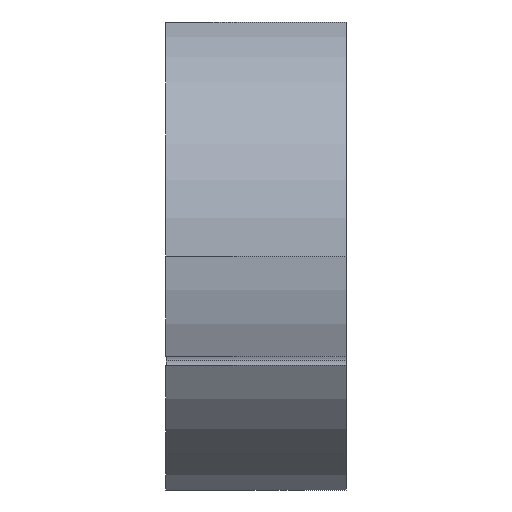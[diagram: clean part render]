
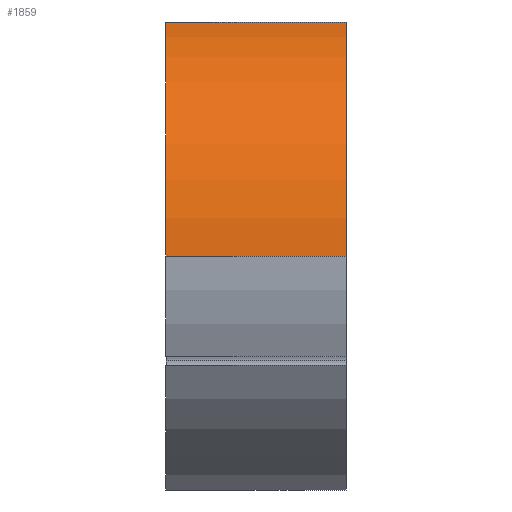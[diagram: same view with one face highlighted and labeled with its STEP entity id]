
A CAD part, left-side view. The second image highlights one B-rep face of the part: STEP entity #1859.
In plain terms, the highlighted cylindrical face has radius 41 mm (diameter 82 mm), a partial arc.
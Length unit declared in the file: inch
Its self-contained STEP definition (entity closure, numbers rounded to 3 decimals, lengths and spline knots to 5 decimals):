
#47 = VECTOR ( 'NONE', #155, 39.37008 ) ;
#155 = DIRECTION ( 'NONE',  ( 0., 1., 0. ) ) ;
#170 = CARTESIAN_POINT ( 'NONE',  ( -1.61417, -0.59055, 1.53543 ) ) ;
#242 = VERTEX_POINT ( 'NONE', #3548 ) ;
#285 = VERTEX_POINT ( 'NONE', #2975 ) ;
#323 = AXIS2_PLACEMENT_3D ( 'NONE', #406, #3307, #2918 ) ;
#341 = CARTESIAN_POINT ( 'NONE',  ( -1.61417, 0.59055, 1.53543 ) ) ;
#345 = EDGE_CURVE ( 'NONE', #242, #3454, #2994, .T. ) ;
#379 = ORIENTED_EDGE ( 'NONE', *, *, #829, .T. ) ;
#385 = AXIS2_PLACEMENT_3D ( 'NONE', #2072, #2468, #2157 ) ;
#406 = CARTESIAN_POINT ( 'NONE',  ( 0., -0.59055, 1.53543 ) ) ;
#532 = ORIENTED_EDGE ( 'NONE', *, *, #1718, .T. ) ;
#829 = EDGE_CURVE ( 'NONE', #285, #3320, #2980, .T. ) ;
#1058 = ORIENTED_EDGE ( 'NONE', *, *, #2123, .T. ) ;
#1231 = VECTOR ( 'NONE', #3339, 39.37008 ) ;
#1287 = ORIENTED_EDGE ( 'NONE', *, *, #345, .F. ) ;
#1424 = CARTESIAN_POINT ( 'NONE',  ( -0.498, -0.59055, 3.07087 ) ) ;
#1512 = CARTESIAN_POINT ( 'NONE',  ( -0.498, 0.59055, 3.07087 ) ) ;
#1520 = CYLINDRICAL_SURFACE ( 'NONE', #385, 1.61417 ) ;
#1718 = EDGE_CURVE ( 'NONE', #3320, #3454, #3938, .T. ) ;
#1859 = ADVANCED_FACE ( 'NONE', ( #4019 ), #1520, .T. ) ;
#2072 = CARTESIAN_POINT ( 'NONE',  ( 0., -0.59055, 1.53543 ) ) ;
#2123 = EDGE_CURVE ( 'NONE', #242, #285, #3215, .T. ) ;
#2136 = EDGE_LOOP ( 'NONE', ( #1287, #1058, #379, #532 ) ) ;
#2157 = DIRECTION ( 'NONE',  ( -1., 0., 0. ) ) ;
#2354 = AXIS2_PLACEMENT_3D ( 'NONE', #2671, #3933, #3625 ) ;
#2468 = DIRECTION ( 'NONE',  ( 0., 1., 0. ) ) ;
#2671 = CARTESIAN_POINT ( 'NONE',  ( 0., 0.59055, 1.53543 ) ) ;
#2918 = DIRECTION ( 'NONE',  ( -1., 0., 0. ) ) ;
#2975 = CARTESIAN_POINT ( 'NONE',  ( -0.498, -0.59055, 3.07087 ) ) ;
#2980 = LINE ( 'NONE', #1424, #47 ) ;
#2994 = LINE ( 'NONE', #170, #1231 ) ;
#3215 = CIRCLE ( 'NONE', #323, 1.61417 ) ;
#3307 = DIRECTION ( 'NONE',  ( 0., 1., 0. ) ) ;
#3320 = VERTEX_POINT ( 'NONE', #1512 ) ;
#3339 = DIRECTION ( 'NONE',  ( 0., 1., 0. ) ) ;
#3454 = VERTEX_POINT ( 'NONE', #341 ) ;
#3548 = CARTESIAN_POINT ( 'NONE',  ( -1.61417, -0.59055, 1.53543 ) ) ;
#3625 = DIRECTION ( 'NONE',  ( -1., 0., 0. ) ) ;
#3933 = DIRECTION ( 'NONE',  ( 0., -1., 0. ) ) ;
#3938 = CIRCLE ( 'NONE', #2354, 1.61417 ) ;
#4019 = FACE_OUTER_BOUND ( 'NONE', #2136, .T. ) ;
